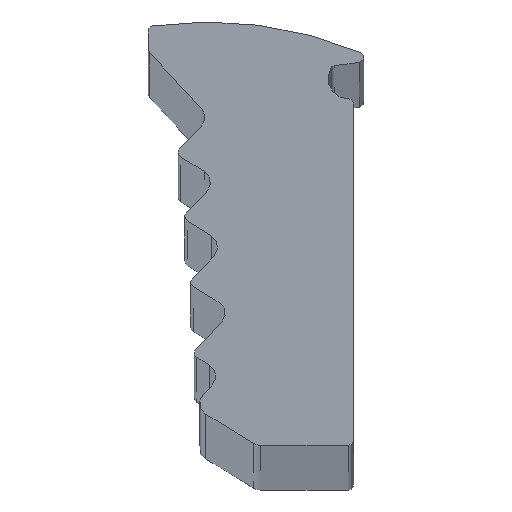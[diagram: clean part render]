
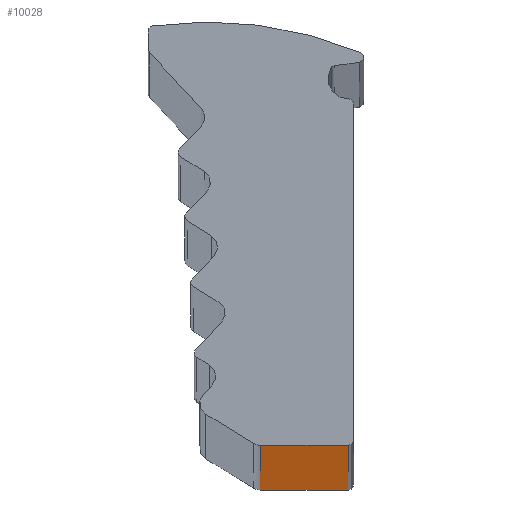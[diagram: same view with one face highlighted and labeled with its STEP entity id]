
A CAD part, top view. The second image highlights one B-rep face of the part: STEP entity #10028.
In plain terms, the highlighted planar face has unit normal (0, -1, 0).
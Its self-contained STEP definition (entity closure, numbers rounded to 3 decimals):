
#501 = EDGE_LOOP ( 'NONE', ( #9039, #7008, #11235, #13330 ) ) ;
#655 = DIRECTION ( 'NONE',  ( 0., 0., -1. ) ) ;
#2045 = CARTESIAN_POINT ( 'NONE',  ( -1.715, 0., 500. ) ) ;
#2131 = CARTESIAN_POINT ( 'NONE',  ( 0., 0., -500. ) ) ;
#2312 = DIRECTION ( 'NONE',  ( 0., 0., -1. ) ) ;
#2488 = FACE_OUTER_BOUND ( 'NONE', #501, .T. ) ;
#3406 = EDGE_CURVE ( 'NONE', #14904, #9191, #8785, .T. ) ;
#3623 = DIRECTION ( 'NONE',  ( -1., 0., 0. ) ) ;
#3640 = DIRECTION ( 'NONE',  ( 0., 0., -1. ) ) ;
#4176 = CARTESIAN_POINT ( 'NONE',  ( 0., 0., 500. ) ) ;
#4416 = CARTESIAN_POINT ( 'NONE',  ( -1.715, 0., -500. ) ) ;
#4934 = VECTOR ( 'NONE', #3640, 1000. ) ;
#5227 = VECTOR ( 'NONE', #655, 1000. ) ;
#5244 = DIRECTION ( 'NONE',  ( 0., -1., 0. ) ) ;
#6080 = AXIS2_PLACEMENT_3D ( 'NONE', #11000, #5244, #2312 ) ;
#7008 = ORIENTED_EDGE ( 'NONE', *, *, #3406, .F. ) ;
#7067 = DIRECTION ( 'NONE',  ( -1., 0., 0. ) ) ;
#8681 = VECTOR ( 'NONE', #3623, 1000. ) ;
#8785 = LINE ( 'NONE', #12302, #4934 ) ;
#9039 = ORIENTED_EDGE ( 'NONE', *, *, #18764, .F. ) ;
#9191 = VERTEX_POINT ( 'NONE', #12666 ) ;
#9468 = EDGE_CURVE ( 'NONE', #15649, #11738, #17938, .T. ) ;
#9547 = PLANE ( 'NONE',  #6080 ) ;
#10028 = ADVANCED_FACE ( 'NONE', ( #2488 ), #9547, .T. ) ;
#10171 = VECTOR ( 'NONE', #7067, 1000. ) ;
#11000 = CARTESIAN_POINT ( 'NONE',  ( 0., 0., 500. ) ) ;
#11235 = ORIENTED_EDGE ( 'NONE', *, *, #11350, .T. ) ;
#11350 = EDGE_CURVE ( 'NONE', #14904, #15649, #15394, .T. ) ;
#11408 = LINE ( 'NONE', #2131, #8681 ) ;
#11738 = VERTEX_POINT ( 'NONE', #4416 ) ;
#12302 = CARTESIAN_POINT ( 'NONE',  ( 1.715, 0., 500. ) ) ;
#12666 = CARTESIAN_POINT ( 'NONE',  ( 1.715, 0., -500. ) ) ;
#13330 = ORIENTED_EDGE ( 'NONE', *, *, #9468, .T. ) ;
#14904 = VERTEX_POINT ( 'NONE', #18822 ) ;
#15394 = LINE ( 'NONE', #4176, #10171 ) ;
#15649 = VERTEX_POINT ( 'NONE', #18057 ) ;
#17938 = LINE ( 'NONE', #2045, #5227 ) ;
#18057 = CARTESIAN_POINT ( 'NONE',  ( -1.715, 0., 500. ) ) ;
#18764 = EDGE_CURVE ( 'NONE', #9191, #11738, #11408, .T. ) ;
#18822 = CARTESIAN_POINT ( 'NONE',  ( 1.715, 0., 500. ) ) ;
